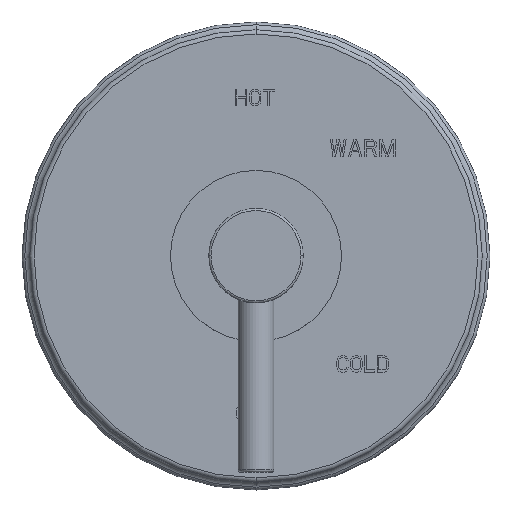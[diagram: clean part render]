
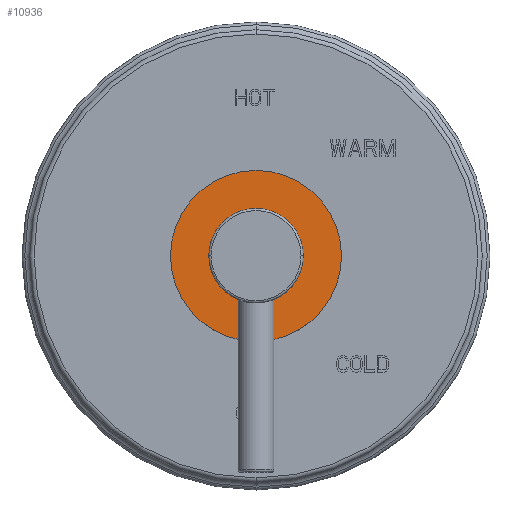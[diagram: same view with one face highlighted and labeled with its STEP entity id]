
A CAD part, top view. The second image highlights one B-rep face of the part: STEP entity #10936.
In plain terms, the highlighted planar face has unit normal (0, 0, 1).
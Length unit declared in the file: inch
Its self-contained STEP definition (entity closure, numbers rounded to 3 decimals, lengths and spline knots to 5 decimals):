
#3784=CARTESIAN_POINT('',(0.,0.,0.688));
#3785=DIRECTION('',(0.,0.,-1.));
#3786=DIRECTION('',(-1.,0.,0.));
#3787=AXIS2_PLACEMENT_3D('',#3784,#3785,#3786);
#3793=CARTESIAN_POINT('',(0.,0.,0.688));
#3794=DIRECTION('',(0.,0.,1.));
#3795=DIRECTION('',(-1.,0.,0.));
#3796=AXIS2_PLACEMENT_3D('',#3793,#3794,#3795);
#3802=CARTESIAN_POINT('',(0.,0.,0.688));
#3803=DIRECTION('',(0.,0.,-1.));
#3804=DIRECTION('',(-1.,0.,0.));
#3805=AXIS2_PLACEMENT_3D('',#3802,#3803,#3804);
#3807=CARTESIAN_POINT('',(0.,0.,0.688));
#3808=DIRECTION('',(0.,0.,-1.));
#3809=DIRECTION('',(1.,0.,0.));
#3810=AXIS2_PLACEMENT_3D('',#3807,#3808,#3809);
#5280=CARTESIAN_POINT('',(-1.1875,0.,0.688));
#5281=CARTESIAN_POINT('',(1.1875,0.,0.688));
#5282=VERTEX_POINT('',#5280);
#5283=VERTEX_POINT('',#5281);
#5296=CARTESIAN_POINT('',(-0.65625,0.,0.688));
#5297=CARTESIAN_POINT('',(0.65625,0.,0.688));
#5298=VERTEX_POINT('',#5296);
#5299=VERTEX_POINT('',#5297);
#10921=CARTESIAN_POINT('',(0.,0.,0.688));
#10922=DIRECTION('',(0.,0.,-1.));
#10923=DIRECTION('',(1.,0.,0.));
#10924=AXIS2_PLACEMENT_3D('',#10921,#10922,#10923);
#10925=PLANE('',#10924);
#10926=ORIENTED_EDGE('',*,*,#10915,.F.);
#10927=ORIENTED_EDGE('',*,*,#10901,.T.);
#10928=EDGE_LOOP('',(#10926,#10927));
#10929=FACE_OUTER_BOUND('',#10928,.F.);
#10931=ORIENTED_EDGE('',*,*,#10930,.F.);
#10933=ORIENTED_EDGE('',*,*,#10932,.F.);
#10934=EDGE_LOOP('',(#10931,#10933));
#10935=FACE_BOUND('',#10934,.F.);
#10936=ADVANCED_FACE('',(#10929,#10935),#10925,.F.);
#3788=CIRCLE('',#3787,1.1875);
#3797=CIRCLE('',#3796,1.1875);
#3806=CIRCLE('',#3805,0.65625);
#3811=CIRCLE('',#3810,0.65625);
#10901=EDGE_CURVE('',#5282,#5283,#3788,.T.);
#10915=EDGE_CURVE('',#5282,#5283,#3797,.T.);
#10930=EDGE_CURVE('',#5298,#5299,#3806,.T.);
#10932=EDGE_CURVE('',#5299,#5298,#3811,.T.);
